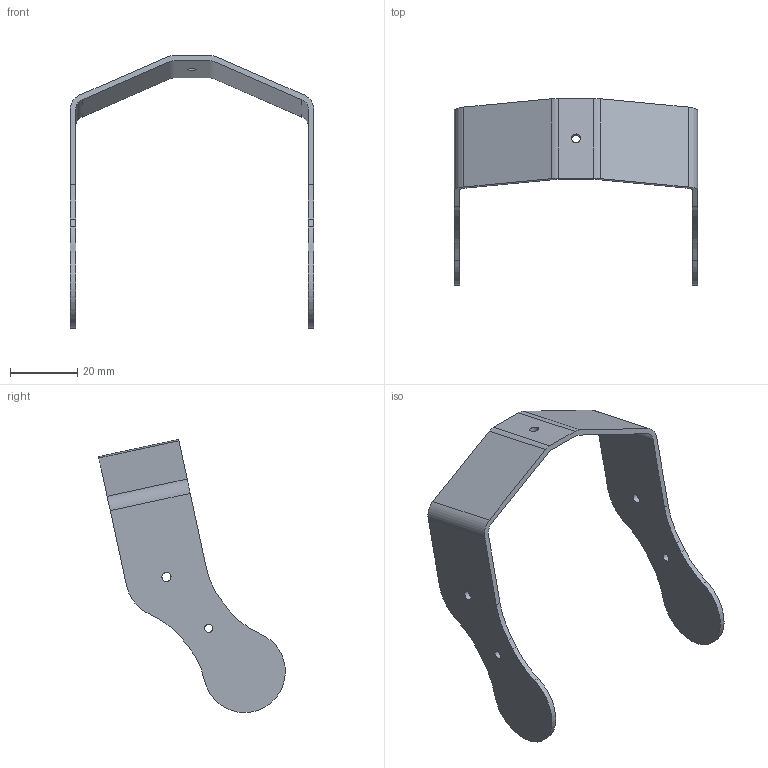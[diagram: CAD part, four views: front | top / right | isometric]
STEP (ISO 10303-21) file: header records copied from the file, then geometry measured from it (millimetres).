
FILE_DESCRIPTION(/* description */ ('STEP AP214'),/* implementation_level */ '2;1');
FILE_NAME(/* name */ '62525c22ecdeb77adb8bb176',/* time_stamp */ '2022-04-10T04:25:06+00:00',/* author */ (''),/* organization */ (''),/* preprocessor_version */ 'ST-DEVELOPER v18.101',/* originating_system */ ' ',/* authorisation */ ' ');
FILE_SCHEMA (('AUTOMOTIVE_DESIGN {1 0 10303 214 3 1 1}'));
Length unit declared in the file: metre
Products named in the file (1): bracesb1
Bounding box: 72.16 x 55.36 x 80.97 mm (x, y, z)
Volume: 7767.6 mm3; surface area: 10608.8 mm2
Topology: 1 solids, 1 shells, 41 faces, 117 edges, 78 vertices
Faces by surface type: cylinder 25, plane 16
Full cylindrical faces by diameter (mm): 2.381 x2, 2.705 x3
Entity records: 1388 total; most frequent: DIRECTION 244, CARTESIAN_POINT 238, ORIENTED_EDGE 224, EDGE_CURVE 112, AXIS2_PLACEMENT_3D 92, VERTEX_POINT 78, LINE 60, VECTOR 60
